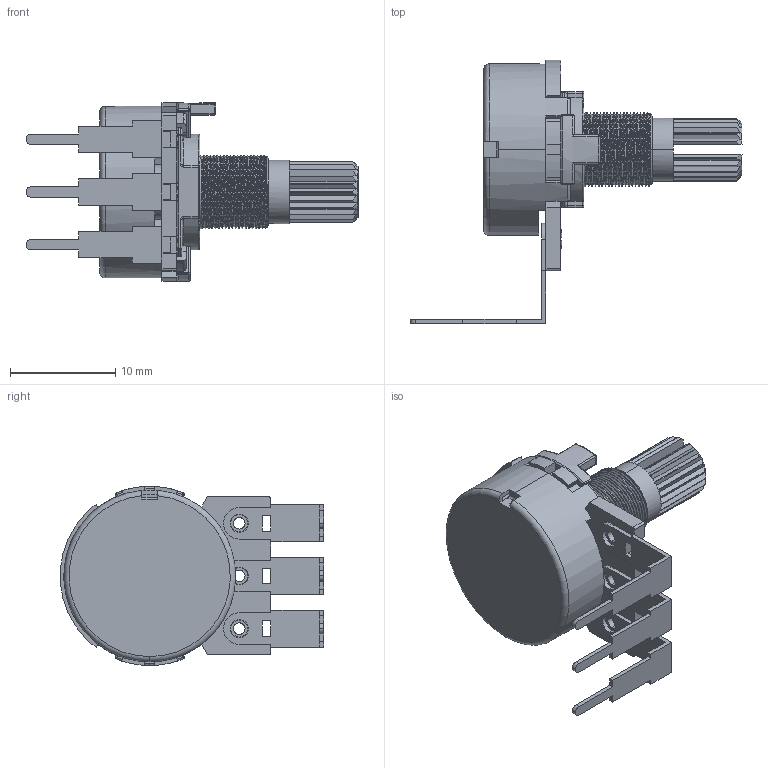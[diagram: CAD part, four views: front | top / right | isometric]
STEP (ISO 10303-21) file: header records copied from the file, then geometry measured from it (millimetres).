
FILE_DESCRIPTION (( 'STEP AP214' ), '1' );
FILE_NAME ('Same_Sky_PTN16-F10115K1B1.step', '2024-11-13T19:32:24', ( '' ), ( '' ), 'SwSTEP 2.0', 'SolidWorks 2024', '' );
FILE_SCHEMA (( 'AUTOMOTIVE_DESIGN' ));
Length unit declared in the file: inch
Products named in the file (4): Same_Sky_PTN16-F10115K1B1; PTN16-F_1 HOUSING; PTN16_1 BUSHING; PTN16_15K1_SHAFT
Assembly tree (3 placements, depth 2):
  Same_Sky_PTN16-F10115K1B1
    PTN16_1 BUSHING
    PTN16-F_1 HOUSING
    PTN16_15K1_SHAFT
Bounding box: 31.5 x 24.97 x 16.99 mm (x, y, z)
Volume: 1501.2 mm3; surface area: 3866 mm2
Topology: 12 solids, 12 shells, 771 faces, 2146 edges, 1379 vertices
Faces by surface type: plane 392, cylinder 294, torus 49, sphere 27, bspline 7, cone 2
Entity records: 28501 total; most frequent: CARTESIAN_POINT 8925, ORIENTED_EDGE 4260, DIRECTION 3898, EDGE_CURVE 2130, AXIS2_PLACEMENT_3D 1398, VERTEX_POINT 1379, VECTOR 1102, LINE 1102
